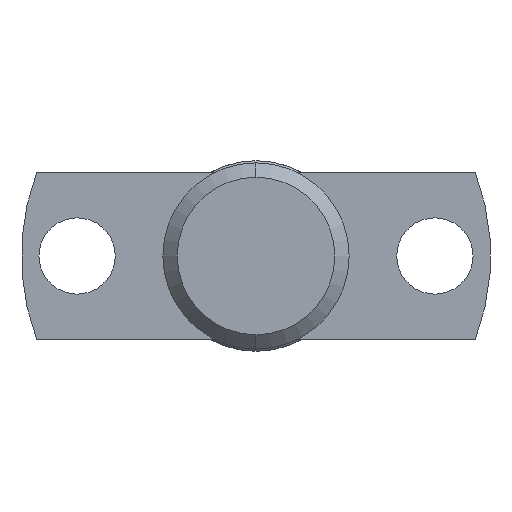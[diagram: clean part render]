
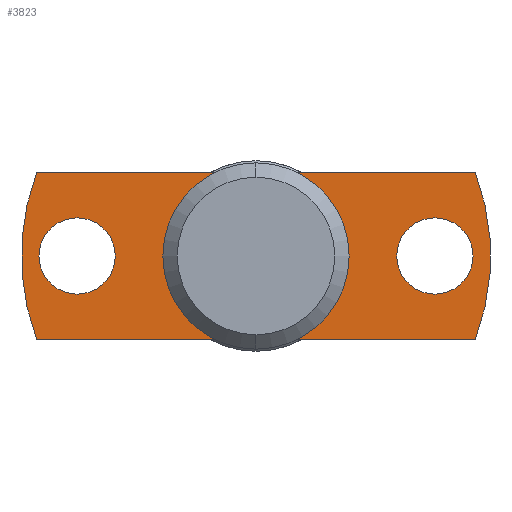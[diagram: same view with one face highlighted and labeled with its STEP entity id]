
A CAD part, front view. The second image highlights one B-rep face of the part: STEP entity #3823.
In plain terms, the highlighted planar face has unit normal (0, -1, 0).
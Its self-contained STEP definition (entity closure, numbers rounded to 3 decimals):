
#72 = DIRECTION ( 'NONE',  ( 0., 0., 1. ) ) ;
#104 = AXIS2_PLACEMENT_3D ( 'NONE', #107, #1060, #725 ) ;
#107 = CARTESIAN_POINT ( 'NONE',  ( 0., -5.6, 0. ) ) ;
#112 = AXIS2_PLACEMENT_3D ( 'NONE', #2639, #2910, #3573 ) ;
#211 = CARTESIAN_POINT ( 'NONE',  ( 6.1, -5.6, 1.3 ) ) ;
#240 = VERTEX_POINT ( 'NONE', #2982 ) ;
#246 = ORIENTED_EDGE ( 'NONE', *, *, #3516, .F. ) ;
#269 = ORIENTED_EDGE ( 'NONE', *, *, #3334, .F. ) ;
#301 = EDGE_CURVE ( 'Defeature ausgef�hrt1_39+Defeature ausgef�hrt1_7+Defeature ausgef�hrt1_7+Defeature ausgef�hrt1_7', #833, #1593, #1442, .T. ) ;
#311 = ORIENTED_EDGE ( 'NONE', *, *, #301, .F. ) ;
#421 = CARTESIAN_POINT ( 'NONE',  ( 0., -5.6, -2.685 ) ) ;
#465 = PLANE ( 'NONE',  #2364 ) ;
#467 = DIRECTION ( 'NONE',  ( 0., 0., 1. ) ) ;
#471 = EDGE_CURVE ( 'Defeature ausgef�hrt1_7+Defeature ausgef�hrt1_1+Defeature ausgef�hrt1_1+Defeature ausgef�hrt1_1', #1739, #554, #2245, .T. ) ;
#521 = FACE_BOUND ( 'NONE', #2669, .T. ) ;
#554 = VERTEX_POINT ( 'NONE', #944 ) ;
#588 = AXIS2_PLACEMENT_3D ( 'NONE', #1211, #930, #598 ) ;
#598 = DIRECTION ( 'NONE',  ( 0., 0., 1. ) ) ;
#626 = ORIENTED_EDGE ( 'NONE', *, *, #1557, .T. ) ;
#633 = LINE ( 'NONE', #1756, #1215 ) ;
#696 = DIRECTION ( 'NONE',  ( 0., 1., 0. ) ) ;
#725 = DIRECTION ( 'NONE',  ( 0., 0., 1. ) ) ;
#776 = AXIS2_PLACEMENT_3D ( 'NONE', #2112, #2420, #2729 ) ;
#781 = DIRECTION ( 'NONE',  ( 0., 0., 1. ) ) ;
#833 = VERTEX_POINT ( 'NONE', #1737 ) ;
#930 = DIRECTION ( 'NONE',  ( 0., -1., 0. ) ) ;
#944 = CARTESIAN_POINT ( 'NONE',  ( 0., -5.6, 2.685 ) ) ;
#970 = VERTEX_POINT ( 'NONE', #211 ) ;
#1021 = CARTESIAN_POINT ( 'NONE',  ( 0., -5.6, 0. ) ) ;
#1047 = EDGE_CURVE ( 'Defeature ausgef�hrt1_38+Defeature ausgef�hrt1_7+Defeature ausgef�hrt1_7+Defeature ausgef�hrt1_7', #1499, #970, #1893, .T. ) ;
#1060 = DIRECTION ( 'NONE',  ( 0., -1., 0. ) ) ;
#1163 = DIRECTION ( 'NONE',  ( 0., -1., 0. ) ) ;
#1192 = CARTESIAN_POINT ( 'NONE',  ( 0., -5.6, 0. ) ) ;
#1211 = CARTESIAN_POINT ( 'NONE',  ( 6.1, -5.6, 0. ) ) ;
#1215 = VECTOR ( 'NONE', #3910, 1000. ) ;
#1311 = EDGE_CURVE ( 'Defeature ausgef�hrt1_7+Defeature ausgef�hrt1_9+Defeature ausgef�hrt1_12+Defeature ausgef�hrt1_10', #1911, #2376, #1383, .T. ) ;
#1320 = CIRCLE ( 'NONE', #2004, 2.685 ) ;
#1359 = EDGE_LOOP ( 'NONE', ( #2863, #269 ) ) ;
#1383 = CIRCLE ( 'NONE', #104, 8. ) ;
#1427 = EDGE_LOOP ( 'NONE', ( #3031, #3240, #2995, #626 ) ) ;
#1442 = CIRCLE ( 'NONE', #3159, 1.3 ) ;
#1499 = VERTEX_POINT ( 'NONE', #3984 ) ;
#1519 = EDGE_CURVE ( 'Defeature ausgef�hrt1_7+Defeature ausgef�hrt1_11+Defeature ausgef�hrt1_10+Defeature ausgef�hrt1_12', #3977, #240, #2347, .T. ) ;
#1557 = EDGE_CURVE ( 'Defeature ausgef�hrt1_7+Defeature ausgef�hrt1_12+Defeature ausgef�hrt1_11+Defeature ausgef�hrt1_9', #240, #1911, #2248, .T. ) ;
#1593 = VERTEX_POINT ( 'NONE', #1897 ) ;
#1737 = CARTESIAN_POINT ( 'NONE',  ( -6.1, -5.6, 1.3 ) ) ;
#1739 = VERTEX_POINT ( 'NONE', #421 ) ;
#1756 = CARTESIAN_POINT ( 'NONE',  ( -7.475, -5.6, -2.85 ) ) ;
#1773 = FACE_BOUND ( 'NONE', #1359, .T. ) ;
#1828 = CIRCLE ( 'NONE', #112, 1.3 ) ;
#1840 = CARTESIAN_POINT ( 'NONE',  ( -7.475, -5.6, 2.85 ) ) ;
#1893 = CIRCLE ( 'NONE', #588, 1.3 ) ;
#1897 = CARTESIAN_POINT ( 'NONE',  ( -6.1, -5.6, -1.3 ) ) ;
#1911 = VERTEX_POINT ( 'NONE', #3057 ) ;
#2004 = AXIS2_PLACEMENT_3D ( 'NONE', #1021, #696, #72 ) ;
#2112 = CARTESIAN_POINT ( 'NONE',  ( 0., -5.6, 0. ) ) ;
#2182 = DIRECTION ( 'NONE',  ( 0., -1., 0. ) ) ;
#2245 = CIRCLE ( 'NONE', #776, 2.685 ) ;
#2248 = LINE ( 'NONE', #1840, #2391 ) ;
#2347 = CIRCLE ( 'NONE', #2613, 8. ) ;
#2364 = AXIS2_PLACEMENT_3D ( 'NONE', #3894, #3570, #781 ) ;
#2376 = VERTEX_POINT ( 'NONE', #4032 ) ;
#2391 = VECTOR ( 'NONE', #2525, 1000. ) ;
#2420 = DIRECTION ( 'NONE',  ( 0., 1., 0. ) ) ;
#2505 = FACE_OUTER_BOUND ( 'NONE', #1427, .T. ) ;
#2525 = DIRECTION ( 'NONE',  ( -1., 0., 0. ) ) ;
#2613 = AXIS2_PLACEMENT_3D ( 'NONE', #1192, #1163, #3400 ) ;
#2638 = CARTESIAN_POINT ( 'NONE',  ( -6.1, -5.6, 0. ) ) ;
#2639 = CARTESIAN_POINT ( 'NONE',  ( 6.1, -5.6, 0. ) ) ;
#2669 = EDGE_LOOP ( 'NONE', ( #3702, #2921 ) ) ;
#2727 = CARTESIAN_POINT ( 'NONE',  ( 7.475, -5.6, -2.85 ) ) ;
#2729 = DIRECTION ( 'NONE',  ( 0., 0., 1. ) ) ;
#2751 = EDGE_LOOP ( 'NONE', ( #246, #311 ) ) ;
#2863 = ORIENTED_EDGE ( 'NONE', *, *, #1047, .F. ) ;
#2910 = DIRECTION ( 'NONE',  ( 0., -1., 0. ) ) ;
#2921 = ORIENTED_EDGE ( 'NONE', *, *, #3225, .T. ) ;
#2982 = CARTESIAN_POINT ( 'NONE',  ( 7.475, -5.6, 2.85 ) ) ;
#2995 = ORIENTED_EDGE ( 'NONE', *, *, #1519, .T. ) ;
#3031 = ORIENTED_EDGE ( 'NONE', *, *, #1311, .T. ) ;
#3057 = CARTESIAN_POINT ( 'NONE',  ( -7.475, -5.6, 2.85 ) ) ;
#3159 = AXIS2_PLACEMENT_3D ( 'NONE', #2638, #3299, #467 ) ;
#3225 = EDGE_CURVE ( 'Defeature ausgef�hrt1_7+Defeature ausgef�hrt1_1+Defeature ausgef�hrt1_1+Defeature ausgef�hrt1_1', #554, #1739, #1320, .T. ) ;
#3240 = ORIENTED_EDGE ( 'NONE', *, *, #3969, .T. ) ;
#3299 = DIRECTION ( 'NONE',  ( 0., -1., 0. ) ) ;
#3334 = EDGE_CURVE ( 'Defeature ausgef�hrt1_38+Defeature ausgef�hrt1_7+Defeature ausgef�hrt1_7+Defeature ausgef�hrt1_7', #970, #1499, #1828, .T. ) ;
#3400 = DIRECTION ( 'NONE',  ( 0., 0., 1. ) ) ;
#3516 = EDGE_CURVE ( 'Defeature ausgef�hrt1_39+Defeature ausgef�hrt1_7+Defeature ausgef�hrt1_7+Defeature ausgef�hrt1_7', #1593, #833, #3811, .T. ) ;
#3519 = FACE_BOUND ( 'NONE', #2751, .T. ) ;
#3570 = DIRECTION ( 'NONE',  ( 0., -1., 0. ) ) ;
#3573 = DIRECTION ( 'NONE',  ( 0., 0., 1. ) ) ;
#3702 = ORIENTED_EDGE ( 'NONE', *, *, #471, .T. ) ;
#3730 = DIRECTION ( 'NONE',  ( 0., 0., 1. ) ) ;
#3760 = CARTESIAN_POINT ( 'NONE',  ( -6.1, -5.6, 0. ) ) ;
#3811 = CIRCLE ( 'NONE', #3939, 1.3 ) ;
#3823 = ADVANCED_FACE ( 'Defeature ausgef�hrt1_7', ( #3519, #1773, #521, #2505 ), #465, .T. ) ;
#3894 = CARTESIAN_POINT ( 'NONE',  ( 0., -5.6, 0. ) ) ;
#3910 = DIRECTION ( 'NONE',  ( 1., 0., 0. ) ) ;
#3939 = AXIS2_PLACEMENT_3D ( 'NONE', #3760, #2182, #3730 ) ;
#3969 = EDGE_CURVE ( 'Defeature ausgef�hrt1_7+Defeature ausgef�hrt1_10+Defeature ausgef�hrt1_9+Defeature ausgef�hrt1_11', #2376, #3977, #633, .T. ) ;
#3977 = VERTEX_POINT ( 'NONE', #2727 ) ;
#3984 = CARTESIAN_POINT ( 'NONE',  ( 6.1, -5.6, -1.3 ) ) ;
#4032 = CARTESIAN_POINT ( 'NONE',  ( -7.475, -5.6, -2.85 ) ) ;
